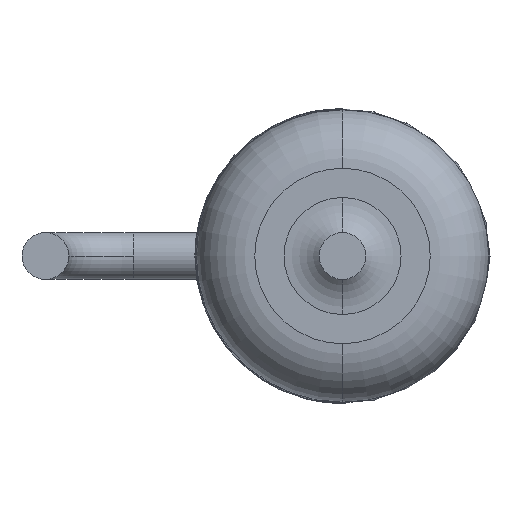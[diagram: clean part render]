
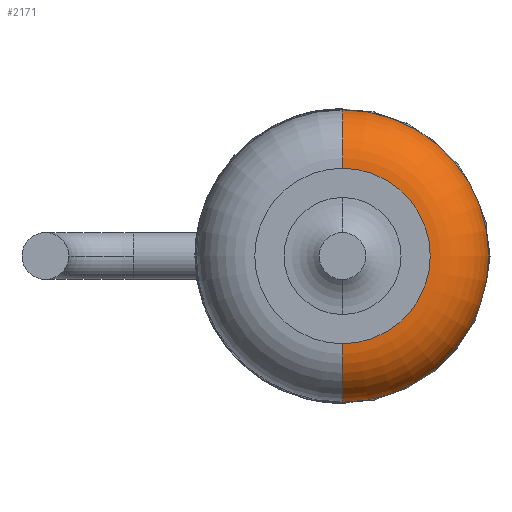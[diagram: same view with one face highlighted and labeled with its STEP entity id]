
A CAD part, front view. The second image highlights one B-rep face of the part: STEP entity #2171.
In plain terms, the highlighted toroidal (fillet/blend) face has major radius 1.5 mm and minor radius 1 mm.
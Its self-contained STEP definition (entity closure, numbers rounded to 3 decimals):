
#65 = EDGE_LOOP ( 'NONE', ( #1347, #717, #1138, #1637 ) ) ;
#108 = CIRCLE ( 'NONE', #1563, 2.5 ) ;
#179 = CARTESIAN_POINT ( 'NONE',  ( 0., -6.5, -1.5 ) ) ;
#329 = DIRECTION ( 'NONE',  ( 0., 1., 0. ) ) ;
#375 = EDGE_CURVE ( 'NONE', #2427, #1488, #2392, .T. ) ;
#427 = VERTEX_POINT ( 'NONE', #828 ) ;
#572 = DIRECTION ( 'NONE',  ( 0., 0., 1. ) ) ;
#580 = DIRECTION ( 'NONE',  ( 0., 0., -1. ) ) ;
#689 = EDGE_CURVE ( 'NONE', #427, #1493, #1176, .T. ) ;
#696 = AXIS2_PLACEMENT_3D ( 'NONE', #2659, #2642, #572 ) ;
#717 = ORIENTED_EDGE ( 'NONE', *, *, #375, .T. ) ;
#828 = CARTESIAN_POINT ( 'NONE',  ( 0., -7.5, 1.5 ) ) ;
#980 = DIRECTION ( 'NONE',  ( 0., 0., 1. ) ) ;
#1137 = DIRECTION ( 'NONE',  ( 0., 0., 1. ) ) ;
#1138 = ORIENTED_EDGE ( 'NONE', *, *, #1204, .F. ) ;
#1176 = CIRCLE ( 'NONE', #2402, 1. ) ;
#1204 = EDGE_CURVE ( 'NONE', #1493, #1488, #108, .T. ) ;
#1289 = CARTESIAN_POINT ( 'NONE',  ( 0., -6.5, 1.5 ) ) ;
#1347 = ORIENTED_EDGE ( 'NONE', *, *, #2165, .F. ) ;
#1488 = VERTEX_POINT ( 'NONE', #1718 ) ;
#1493 = VERTEX_POINT ( 'NONE', #1941 ) ;
#1518 = CIRCLE ( 'NONE', #2118, 1.5 ) ;
#1552 = FACE_OUTER_BOUND ( 'NONE', #65, .T. ) ;
#1563 = AXIS2_PLACEMENT_3D ( 'NONE', #2210, #329, #1137 ) ;
#1637 = ORIENTED_EDGE ( 'NONE', *, *, #689, .F. ) ;
#1718 = CARTESIAN_POINT ( 'NONE',  ( 0., -6.5, -2.5 ) ) ;
#1796 = CARTESIAN_POINT ( 'NONE',  ( 0., -7.5, 0. ) ) ;
#1857 = TOROIDAL_SURFACE ( 'NONE', #696, 1.5, 1. ) ;
#1941 = CARTESIAN_POINT ( 'NONE',  ( 0., -6.5, 2.5 ) ) ;
#1967 = CARTESIAN_POINT ( 'NONE',  ( 0., -7.5, -1.5 ) ) ;
#2118 = AXIS2_PLACEMENT_3D ( 'NONE', #1796, #2237, #980 ) ;
#2119 = DIRECTION ( 'NONE',  ( 0., 0., 1. ) ) ;
#2165 = EDGE_CURVE ( 'NONE', #2427, #427, #1518, .T. ) ;
#2171 = ADVANCED_FACE ( 'NONE', ( #1552 ), #1857, .T. ) ;
#2210 = CARTESIAN_POINT ( 'NONE',  ( 0., -6.5, 0. ) ) ;
#2237 = DIRECTION ( 'NONE',  ( 0., -1., 0. ) ) ;
#2308 = DIRECTION ( 'NONE',  ( -1., 0., 0. ) ) ;
#2392 = CIRCLE ( 'NONE', #2528, 1. ) ;
#2402 = AXIS2_PLACEMENT_3D ( 'NONE', #1289, #2308, #2119 ) ;
#2427 = VERTEX_POINT ( 'NONE', #1967 ) ;
#2528 = AXIS2_PLACEMENT_3D ( 'NONE', #179, #2653, #580 ) ;
#2642 = DIRECTION ( 'NONE',  ( 0., 1., 0. ) ) ;
#2653 = DIRECTION ( 'NONE',  ( 1., 0., 0. ) ) ;
#2659 = CARTESIAN_POINT ( 'NONE',  ( 0., -6.5, 0. ) ) ;
